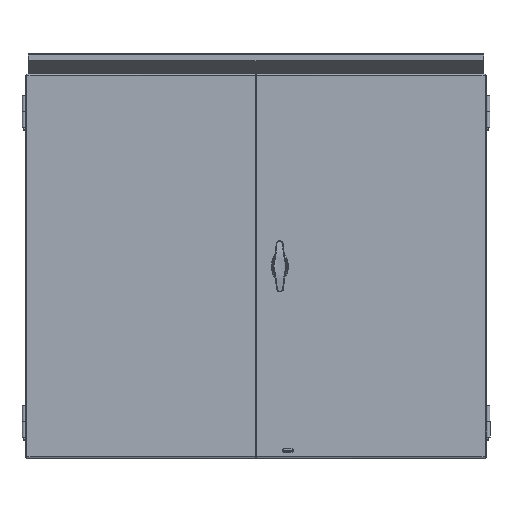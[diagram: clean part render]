
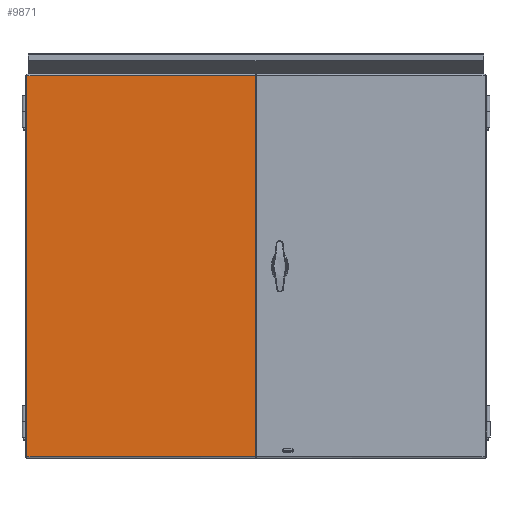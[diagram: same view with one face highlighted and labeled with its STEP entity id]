
A CAD part, top view. The second image highlights one B-rep face of the part: STEP entity #9871.
In plain terms, the highlighted planar face has unit normal (0, 0, 1).
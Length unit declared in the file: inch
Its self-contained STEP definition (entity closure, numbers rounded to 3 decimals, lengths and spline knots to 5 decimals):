
#704=PLANE($,#10628);
#1202=LINE($,#15198,#1950);
#1218=LINE($,#15276,#1966);
#1234=LINE($,#15346,#1982);
#1247=LINE($,#15433,#1995);
#1950=VECTOR($,#12173,18.0938);
#1966=VECTOR($,#12207,18.0938);
#1982=VECTOR($,#12243,30.1251);
#1995=VECTOR($,#12270,30.1251);
#2827=FACE_OUTER_BOUND($,#3456,.T.);
#3456=EDGE_LOOP($,(#7416,#7417,#7418,#7419));
#4647=VERTEX_POINT($,#15195);
#4648=VERTEX_POINT($,#15197);
#4659=VERTEX_POINT($,#15267);
#4660=VERTEX_POINT($,#15275);
#5639=EDGE_CURVE($,#4648,#4647,#1202,.T.);
#5659=EDGE_CURVE($,#4660,#4659,#1218,.T.);
#5679=EDGE_CURVE($,#4659,#4648,#1234,.T.);
#5695=EDGE_CURVE($,#4660,#4647,#1247,.T.);
#7416=ORIENTED_EDGE($,*,*,#5639,.T.);
#7417=ORIENTED_EDGE($,*,*,#5695,.F.);
#7418=ORIENTED_EDGE($,*,*,#5659,.T.);
#7419=ORIENTED_EDGE($,*,*,#5679,.T.);
#9871=ADVANCED_FACE($,(#2827),#704,.T.);
#10628=AXIS2_PLACEMENT_3D($,#15432,#12268,#12269);
#12173=DIRECTION($,(1.,0.,0.));
#12207=DIRECTION($,(-1.,0.,0.));
#12243=DIRECTION($,(0.,-1.,0.));
#12268=DIRECTION('center_axis',(0.,0.,1.));
#12269=DIRECTION('ref_axis',(1.,0.,0.));
#12270=DIRECTION($,(0.,-1.,0.));
#15195=CARTESIAN_POINT('',(9.10938,-15.06255,0.0937));
#15197=CARTESIAN_POINT('',(-8.98443,-15.06255,0.0937));
#15198=CARTESIAN_POINT($,(-4.49221,-15.06255,0.0937));
#15267=CARTESIAN_POINT('',(-8.98443,15.06255,0.0937));
#15275=CARTESIAN_POINT('',(9.10938,15.06255,0.0937));
#15276=CARTESIAN_POINT($,(4.55469,15.06255,0.0937));
#15346=CARTESIAN_POINT($,(-8.98443,7.53128,0.0937));
#15432=CARTESIAN_POINT('Origin',(0.,0.,
0.0937));
#15433=CARTESIAN_POINT($,(9.10938,15.1875,0.0937));
